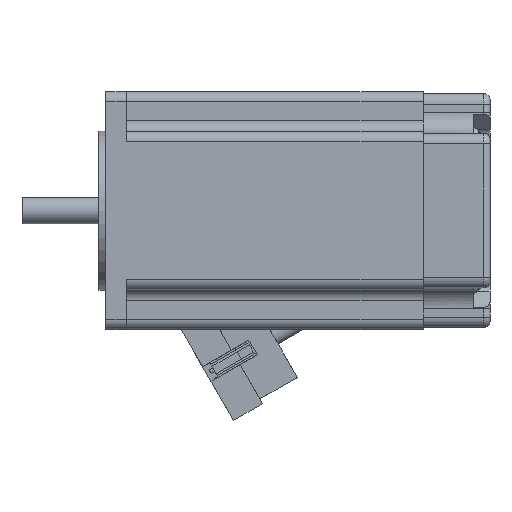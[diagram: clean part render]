
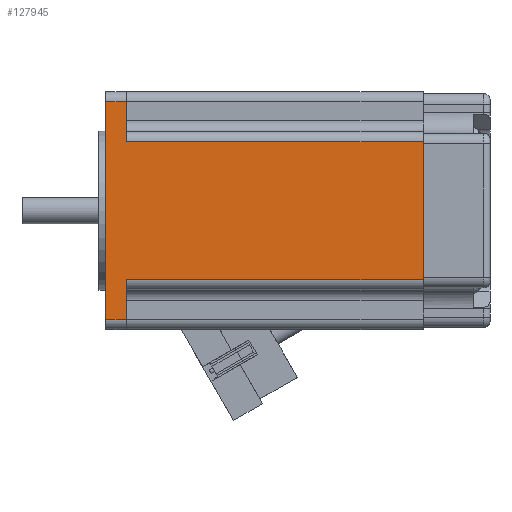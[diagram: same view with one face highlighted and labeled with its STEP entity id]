
A CAD part, front view. The second image highlights one B-rep face of the part: STEP entity #127945.
In plain terms, the highlighted planar face has unit normal (0, -1, 0).
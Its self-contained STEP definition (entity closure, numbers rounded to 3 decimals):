
#6887 = EDGE_LOOP ( 'NONE', ( #98854, #98853, #98852, #98867, #98866, #98865, #98864, #98863 ) ) ;
#23861 = VERTEX_POINT ( 'NONE', #55190 ) ;
#23919 = VERTEX_POINT ( 'NONE', #55270 ) ;
#23950 = VERTEX_POINT ( 'NONE', #55302 ) ;
#23960 = VERTEX_POINT ( 'NONE', #92882 ) ;
#23973 = VERTEX_POINT ( 'NONE', #92889 ) ;
#23983 = VERTEX_POINT ( 'NONE', #92894 ) ;
#24028 = VERTEX_POINT ( 'NONE', #92920 ) ;
#24154 = VERTEX_POINT ( 'NONE', #92991 ) ;
#45792 = LINE ( 'NONE', #50523, #45805 ) ;
#45798 = LINE ( 'NONE', #50547, #45802 ) ;
#45802 = VECTOR ( 'NONE', #50552, 1000. ) ;
#45804 = LINE ( 'NONE', #50561, #45808 ) ;
#45805 = VECTOR ( 'NONE', #50555, 1000. ) ;
#45807 = LINE ( 'NONE', #50567, #45811 ) ;
#45808 = VECTOR ( 'NONE', #50565, 1000. ) ;
#45811 = VECTOR ( 'NONE', #50572, 1000. ) ;
#50523 = CARTESIAN_POINT ( 'NONE',  ( -19., -28.5, 71. ) ) ;
#50547 = CARTESIAN_POINT ( 'NONE',  ( -16.5, -28.5, 76. ) ) ;
#50552 = DIRECTION ( 'NONE',  ( 0., 0., -1. ) ) ;
#50555 = DIRECTION ( 'NONE',  ( -1., 0., 0. ) ) ;
#50561 = CARTESIAN_POINT ( 'NONE',  ( 26., -28.5, 71. ) ) ;
#50565 = DIRECTION ( 'NONE',  ( -1., 0., 0. ) ) ;
#50567 = CARTESIAN_POINT ( 'NONE',  ( 16.5, -28.5, 76. ) ) ;
#50572 = DIRECTION ( 'NONE',  ( 0., 0., 1. ) ) ;
#50696 = DIRECTION ( 'NONE',  ( 1., 0., 0. ) ) ;
#50709 = CARTESIAN_POINT ( 'NONE',  ( -28.5, -28.5, 76. ) ) ;
#50857 = CARTESIAN_POINT ( 'NONE',  ( 26., -28.5, 76. ) ) ;
#50859 = DIRECTION ( 'NONE',  ( 0., 0., 1. ) ) ;
#50966 = CARTESIAN_POINT ( 'NONE',  ( -26., -28.5, 76. ) ) ;
#50969 = DIRECTION ( 'NONE',  ( 0., 0., -1. ) ) ;
#51249 = CARTESIAN_POINT ( 'NONE',  ( -28.5, -28.5, 0. ) ) ;
#51254 = DIRECTION ( 'NONE',  ( 1., 0., 0. ) ) ;
#54105 = LINE ( 'NONE', #50709, #54112 ) ;
#54112 = VECTOR ( 'NONE', #50696, 1000. ) ;
#54190 = LINE ( 'NONE', #50857, #54197 ) ;
#54197 = VECTOR ( 'NONE', #50859, 1000. ) ;
#54239 = LINE ( 'NONE', #50966, #54246 ) ;
#54246 = VECTOR ( 'NONE', #50969, 1000. ) ;
#54400 = LINE ( 'NONE', #51249, #54409 ) ;
#54409 = VECTOR ( 'NONE', #51254, 1000. ) ;
#55190 = CARTESIAN_POINT ( 'NONE',  ( 16.5, -28.5, 71. ) ) ;
#55270 = CARTESIAN_POINT ( 'NONE',  ( -26., -28.5, 71. ) ) ;
#55302 = CARTESIAN_POINT ( 'NONE',  ( -16.5, -28.5, 0. ) ) ;
#55396 = FACE_OUTER_BOUND ( 'NONE', #6887, .T. ) ;
#56759 = CARTESIAN_POINT ( 'NONE',  ( -28.5, -28.5, 76. ) ) ;
#56787 = PLANE ( 'NONE',  #122012 ) ;
#56792 = DIRECTION ( 'NONE',  ( 0., 1., 0. ) ) ;
#56796 = DIRECTION ( 'NONE',  ( 0., 0., 1. ) ) ;
#92882 = CARTESIAN_POINT ( 'NONE',  ( 16.5, -28.5, 0. ) ) ;
#92889 = CARTESIAN_POINT ( 'NONE',  ( -26., -28.5, 76. ) ) ;
#92894 = CARTESIAN_POINT ( 'NONE',  ( 26., -28.5, 71. ) ) ;
#92920 = CARTESIAN_POINT ( 'NONE',  ( 26., -28.5, 76. ) ) ;
#92991 = CARTESIAN_POINT ( 'NONE',  ( -16.5, -28.5, 71. ) ) ;
#98852 = ORIENTED_EDGE ( 'NONE', *, *, #121988, .F. ) ;
#98853 = ORIENTED_EDGE ( 'NONE', *, *, #121990, .T. ) ;
#98854 = ORIENTED_EDGE ( 'NONE', *, *, #122126, .T. ) ;
#98863 = ORIENTED_EDGE ( 'NONE', *, *, #121985, .T. ) ;
#98864 = ORIENTED_EDGE ( 'NONE', *, *, #121987, .F. ) ;
#98865 = ORIENTED_EDGE ( 'NONE', *, *, #122077, .T. ) ;
#98866 = ORIENTED_EDGE ( 'NONE', *, *, #122024, .F. ) ;
#98867 = ORIENTED_EDGE ( 'NONE', *, *, #122057, .T. ) ;
#121985 = EDGE_CURVE ( 'NONE', #24154, #23950, #45798, .T. ) ;
#121987 = EDGE_CURVE ( 'NONE', #24154, #23919, #45792, .T. ) ;
#121988 = EDGE_CURVE ( 'NONE', #23983, #23861, #45804, .T. ) ;
#121990 = EDGE_CURVE ( 'NONE', #23960, #23861, #45807, .T. ) ;
#122012 = AXIS2_PLACEMENT_3D ( 'NONE', #56759, #56792, #56796 ) ;
#122024 = EDGE_CURVE ( 'NONE', #23973, #24028, #54105, .T. ) ;
#122057 = EDGE_CURVE ( 'NONE', #23983, #24028, #54190, .T. ) ;
#122077 = EDGE_CURVE ( 'NONE', #23973, #23919, #54239, .T. ) ;
#122126 = EDGE_CURVE ( 'NONE', #23950, #23960, #54400, .T. ) ;
#127945 = ADVANCED_FACE ( 'NONE', ( #55396 ), #56787, .F. ) ;
